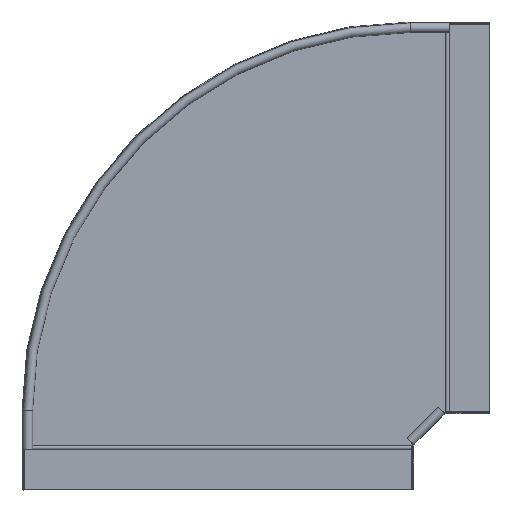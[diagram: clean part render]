
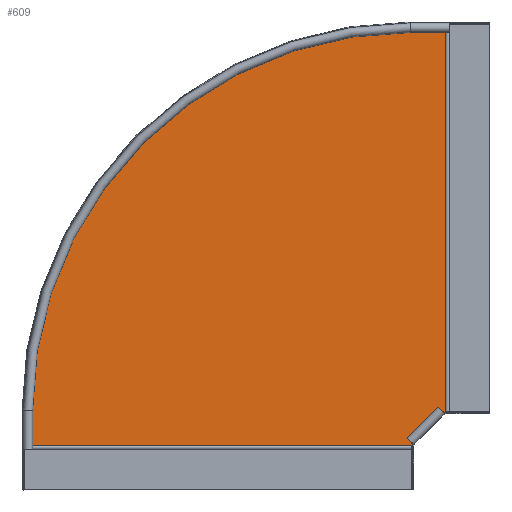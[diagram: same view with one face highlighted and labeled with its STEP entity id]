
A CAD part, top view. The second image highlights one B-rep face of the part: STEP entity #609.
In plain terms, the highlighted planar face has unit normal (0, 0, 1).
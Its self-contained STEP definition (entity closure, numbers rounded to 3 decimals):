
#86=DIRECTION('',(-1.,0.,0.));
#87=VECTOR('',#86,1.972);
#88=CARTESIAN_POINT('',(-57.328,100.35,0.));
#89=LINE('',#88,#87);
#113=DIRECTION('',(0.,-1.,0.));
#114=VECTOR('',#113,498.5);
#115=CARTESIAN_POINT('',(-57.328,598.85,0.));
#116=LINE('',#115,#114);
#121=DIRECTION('',(0.707,0.707,0.));
#122=VECTOR('',#121,58.053);
#123=CARTESIAN_POINT('',(-100.35,59.3,0.));
#124=LINE('',#123,#122);
#125=CARTESIAN_POINT('',(-101.85,101.85,0.));
#126=DIRECTION('',(0.,0.,1.));
#127=DIRECTION('',(0.,1.,0.));
#128=AXIS2_PLACEMENT_3D('',#125,#126,#127);
#153=DIRECTION('',(0.,-1.,0.));
#154=VECTOR('',#153,1.972);
#155=CARTESIAN_POINT('',(-100.35,59.3,0.));
#156=LINE('',#155,#154);
#199=DIRECTION('',(0.,1.,0.));
#200=VECTOR('',#199,44.522);
#201=CARTESIAN_POINT('',(-598.85,57.328,0.));
#202=LINE('',#201,#200);
#268=DIRECTION('',(1.,0.,0.));
#269=VECTOR('',#268,44.522);
#270=CARTESIAN_POINT('',(-101.85,598.85,0.));
#271=LINE('',#270,#269);
#308=DIRECTION('',(-1.,0.,0.));
#309=VECTOR('',#308,498.5);
#310=CARTESIAN_POINT('',(-100.35,57.328,0.));
#311=LINE('',#310,#309);
#328=CARTESIAN_POINT('',(-57.328,100.35,0.));
#329=VERTEX_POINT('',#328);
#372=CARTESIAN_POINT('',(-59.3,100.35,0.));
#373=VERTEX_POINT('',#372);
#374=CARTESIAN_POINT('',(-100.35,59.3,0.));
#375=VERTEX_POINT('',#374);
#376=CARTESIAN_POINT('',(-101.85,598.85,0.));
#377=CARTESIAN_POINT('',(-57.328,598.85,0.));
#378=VERTEX_POINT('',#376);
#379=VERTEX_POINT('',#377);
#380=CARTESIAN_POINT('',(-100.35,57.328,0.));
#381=VERTEX_POINT('',#380);
#382=CARTESIAN_POINT('',(-598.85,57.328,0.));
#383=VERTEX_POINT('',#382);
#384=CARTESIAN_POINT('',(-598.85,101.85,0.));
#385=VERTEX_POINT('',#384);
#588=CARTESIAN_POINT('',(-101.85,101.85,0.));
#589=DIRECTION('',(0.,0.,-1.));
#590=DIRECTION('',(-1.,0.,0.));
#591=AXIS2_PLACEMENT_3D('',#588,#589,#590);
#592=PLANE('',#591);
#594=ORIENTED_EDGE('',*,*,#593,.F.);
#596=ORIENTED_EDGE('',*,*,#595,.T.);
#598=ORIENTED_EDGE('',*,*,#597,.T.);
#600=ORIENTED_EDGE('',*,*,#599,.T.);
#602=ORIENTED_EDGE('',*,*,#601,.F.);
#604=ORIENTED_EDGE('',*,*,#603,.T.);
#605=ORIENTED_EDGE('',*,*,#580,.T.);
#606=ORIENTED_EDGE('',*,*,#520,.T.);
#607=EDGE_LOOP('',(#594,#596,#598,#600,#602,#604,#605,#606));
#608=FACE_OUTER_BOUND('',#607,.F.);
#609=ADVANCED_FACE('',(#608),#592,.F.);
#129=CIRCLE('',#128,497.);
#520=EDGE_CURVE('',#329,#373,#89,.T.);
#580=EDGE_CURVE('',#379,#329,#116,.T.);
#593=EDGE_CURVE('',#375,#373,#124,.T.);
#595=EDGE_CURVE('',#375,#381,#156,.T.);
#597=EDGE_CURVE('',#381,#383,#311,.T.);
#599=EDGE_CURVE('',#383,#385,#202,.T.);
#601=EDGE_CURVE('',#378,#385,#129,.T.);
#603=EDGE_CURVE('',#378,#379,#271,.T.);
